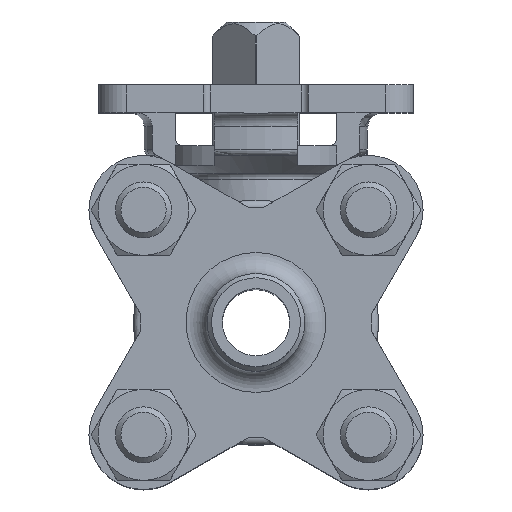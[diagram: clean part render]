
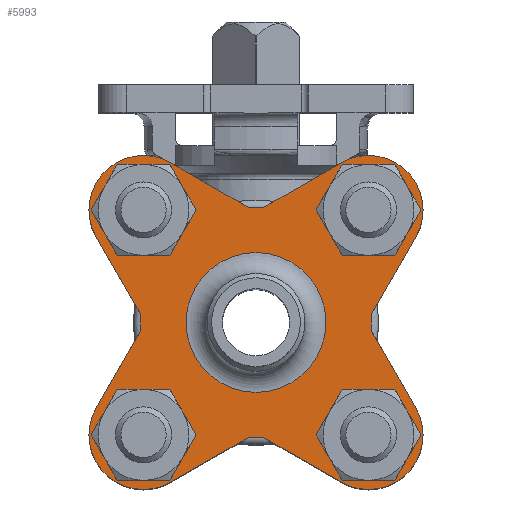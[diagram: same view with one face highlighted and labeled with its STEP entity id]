
A CAD part, top view. The second image highlights one B-rep face of the part: STEP entity #5993.
In plain terms, the highlighted planar face has unit normal (0, 0, 1).
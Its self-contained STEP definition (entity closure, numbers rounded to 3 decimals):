
#190=LINE('',#10332,#457);
#191=LINE('',#10336,#458);
#192=LINE('',#10337,#459);
#193=LINE('',#10341,#460);
#194=LINE('',#10342,#461);
#195=LINE('',#10346,#462);
#196=LINE('',#10347,#463);
#197=LINE('',#10351,#464);
#457=VECTOR('',#7755,1000.);
#458=VECTOR('',#7758,1000.);
#459=VECTOR('',#7759,1000.);
#460=VECTOR('',#7762,1000.);
#461=VECTOR('',#7763,1000.);
#462=VECTOR('',#7766,1000.);
#463=VECTOR('',#7767,1000.);
#464=VECTOR('',#7770,1000.);
#611=PLANE('',#6585);
#921=CIRCLE('',#6434,16.5);
#924=CIRCLE('',#6438,16.5);
#926=CIRCLE('',#6441,16.5);
#1020=CIRCLE('',#6586,6.);
#1021=CIRCLE('',#6587,6.);
#1022=CIRCLE('',#6588,6.);
#1023=CIRCLE('',#6589,6.);
#1024=CIRCLE('',#6590,16.5);
#1025=CIRCLE('',#6591,7.8);
#1026=CIRCLE('',#6592,7.8);
#1027=CIRCLE('',#6593,7.8);
#1028=CIRCLE('',#6594,7.8);
#1029=CIRCLE('',#6595,10.);
#1785=ORIENTED_EDGE('',*,*,#3474,.F.);
#1786=ORIENTED_EDGE('',*,*,#3475,.F.);
#1787=ORIENTED_EDGE('',*,*,#3476,.F.);
#1788=ORIENTED_EDGE('',*,*,#3477,.F.);
#1789=ORIENTED_EDGE('',*,*,#3478,.F.);
#1790=ORIENTED_EDGE('',*,*,#3479,.T.);
#1791=ORIENTED_EDGE('',*,*,#3480,.T.);
#1792=ORIENTED_EDGE('',*,*,#3481,.T.);
#1793=ORIENTED_EDGE('',*,*,#3213,.F.);
#1794=ORIENTED_EDGE('',*,*,#3482,.T.);
#1795=ORIENTED_EDGE('',*,*,#3483,.T.);
#1796=ORIENTED_EDGE('',*,*,#3484,.T.);
#1797=ORIENTED_EDGE('',*,*,#3219,.F.);
#1798=ORIENTED_EDGE('',*,*,#3485,.T.);
#1799=ORIENTED_EDGE('',*,*,#3486,.T.);
#1800=ORIENTED_EDGE('',*,*,#3487,.T.);
#1801=ORIENTED_EDGE('',*,*,#3223,.F.);
#1802=ORIENTED_EDGE('',*,*,#3488,.T.);
#1803=ORIENTED_EDGE('',*,*,#3489,.T.);
#1804=ORIENTED_EDGE('',*,*,#3490,.T.);
#1805=ORIENTED_EDGE('',*,*,#3491,.T.);
#3213=EDGE_CURVE('',#4066,#4068,#921,.T.);
#3219=EDGE_CURVE('',#4073,#4071,#924,.T.);
#3223=EDGE_CURVE('',#4077,#4075,#926,.T.);
#3474=EDGE_CURVE('',#4259,#4259,#1020,.T.);
#3475=EDGE_CURVE('',#4260,#4260,#1021,.T.);
#3476=EDGE_CURVE('',#4261,#4261,#1022,.T.);
#3477=EDGE_CURVE('',#4262,#4262,#1023,.T.);
#3478=EDGE_CURVE('',#4263,#4264,#1024,.T.);
#3479=EDGE_CURVE('',#4263,#4265,#190,.T.);
#3480=EDGE_CURVE('',#4265,#4266,#1025,.T.);
#3481=EDGE_CURVE('',#4266,#4068,#191,.T.);
#3482=EDGE_CURVE('',#4066,#4267,#192,.T.);
#3483=EDGE_CURVE('',#4267,#4268,#1026,.T.);
#3484=EDGE_CURVE('',#4268,#4071,#193,.T.);
#3485=EDGE_CURVE('',#4073,#4269,#194,.T.);
#3486=EDGE_CURVE('',#4269,#4270,#1027,.T.);
#3487=EDGE_CURVE('',#4270,#4075,#195,.T.);
#3488=EDGE_CURVE('',#4077,#4271,#196,.T.);
#3489=EDGE_CURVE('',#4271,#4272,#1028,.T.);
#3490=EDGE_CURVE('',#4272,#4264,#197,.T.);
#3491=EDGE_CURVE('',#4273,#4273,#1029,.T.);
#4066=VERTEX_POINT('',#9538);
#4068=VERTEX_POINT('',#9541);
#4071=VERTEX_POINT('',#9558);
#4073=VERTEX_POINT('',#9567);
#4075=VERTEX_POINT('',#9577);
#4077=VERTEX_POINT('',#9586);
#4259=VERTEX_POINT('',#10322);
#4260=VERTEX_POINT('',#10324);
#4261=VERTEX_POINT('',#10326);
#4262=VERTEX_POINT('',#10328);
#4263=VERTEX_POINT('',#10330);
#4264=VERTEX_POINT('',#10331);
#4265=VERTEX_POINT('',#10333);
#4266=VERTEX_POINT('',#10335);
#4267=VERTEX_POINT('',#10338);
#4268=VERTEX_POINT('',#10340);
#4269=VERTEX_POINT('',#10343);
#4270=VERTEX_POINT('',#10345);
#4271=VERTEX_POINT('',#10348);
#4272=VERTEX_POINT('',#10350);
#4273=VERTEX_POINT('',#10353);
#4914=EDGE_LOOP('',(#1785));
#4915=EDGE_LOOP('',(#1786));
#4916=EDGE_LOOP('',(#1787));
#4917=EDGE_LOOP('',(#1788));
#4918=EDGE_LOOP('',(#1789,#1790,#1791,#1792,#1793,#1794,#1795,#1796,#1797,
#1798,#1799,#1800,#1801,#1802,#1803,#1804));
#4919=EDGE_LOOP('',(#1805));
#5409=FACE_BOUND('',#4914,.T.);
#5410=FACE_BOUND('',#4915,.T.);
#5411=FACE_BOUND('',#4916,.T.);
#5412=FACE_BOUND('',#4917,.T.);
#5413=FACE_BOUND('',#4918,.T.);
#5414=FACE_BOUND('',#4919,.T.);
#5993=ADVANCED_FACE('',(#5409,#5410,#5411,#5412,#5413,#5414),#611,.F.);
#6434=AXIS2_PLACEMENT_3D('',#9540,#7360,#7361);
#6438=AXIS2_PLACEMENT_3D('',#9568,#7368,#7369);
#6441=AXIS2_PLACEMENT_3D('',#9587,#7374,#7375);
#6585=AXIS2_PLACEMENT_3D('',#10320,#7743,#7744);
#6586=AXIS2_PLACEMENT_3D('',#10321,#7745,#7746);
#6587=AXIS2_PLACEMENT_3D('',#10323,#7747,#7748);
#6588=AXIS2_PLACEMENT_3D('',#10325,#7749,#7750);
#6589=AXIS2_PLACEMENT_3D('',#10327,#7751,#7752);
#6590=AXIS2_PLACEMENT_3D('',#10329,#7753,#7754);
#6591=AXIS2_PLACEMENT_3D('',#10334,#7756,#7757);
#6592=AXIS2_PLACEMENT_3D('',#10339,#7760,#7761);
#6593=AXIS2_PLACEMENT_3D('',#10344,#7764,#7765);
#6594=AXIS2_PLACEMENT_3D('',#10349,#7768,#7769);
#6595=AXIS2_PLACEMENT_3D('',#10352,#7771,#7772);
#7360=DIRECTION('',(0.,0.,-1.));
#7361=DIRECTION('',(-1.,0.,0.));
#7368=DIRECTION('',(0.,0.,-1.));
#7369=DIRECTION('',(-1.,0.,0.));
#7374=DIRECTION('',(0.,0.,-1.));
#7375=DIRECTION('',(-1.,0.,0.));
#7743=DIRECTION('',(0.,0.,-1.));
#7744=DIRECTION('',(-1.,0.,0.));
#7745=DIRECTION('',(0.,0.,1.));
#7746=DIRECTION('',(1.,0.,0.));
#7747=DIRECTION('',(0.,0.,1.));
#7748=DIRECTION('',(1.,0.,0.));
#7749=DIRECTION('',(0.,0.,1.));
#7750=DIRECTION('',(1.,0.,0.));
#7751=DIRECTION('',(0.,0.,1.));
#7752=DIRECTION('',(1.,0.,0.));
#7753=DIRECTION('',(0.,0.,-1.));
#7754=DIRECTION('',(-1.,0.,0.));
#7755=DIRECTION('',(-0.866,0.5,0.));
#7756=DIRECTION('',(0.,0.,1.));
#7757=DIRECTION('',(1.,0.,0.));
#7758=DIRECTION('',(0.5,-0.866,0.));
#7759=DIRECTION('',(-0.5,-0.866,0.));
#7760=DIRECTION('',(0.,0.,1.));
#7761=DIRECTION('',(1.,0.,0.));
#7762=DIRECTION('',(0.866,0.5,0.));
#7763=DIRECTION('',(0.866,-0.5,0.));
#7764=DIRECTION('',(0.,0.,1.));
#7765=DIRECTION('',(1.,0.,0.));
#7766=DIRECTION('',(-0.5,0.866,0.));
#7767=DIRECTION('',(0.5,0.866,0.));
#7768=DIRECTION('',(0.,0.,1.));
#7769=DIRECTION('',(1.,0.,0.));
#7770=DIRECTION('',(-0.866,-0.5,0.));
#7771=DIRECTION('',(0.,0.,-1.));
#7772=DIRECTION('',(-1.,0.,0.));
#9538=CARTESIAN_POINT('',(-16.461,-1.135,20.85));
#9540=CARTESIAN_POINT('',(0.,0.,20.85));
#9541=CARTESIAN_POINT('',(-16.461,1.135,20.85));
#9558=CARTESIAN_POINT('',(-1.135,-16.461,20.85));
#9567=CARTESIAN_POINT('',(1.135,-16.461,20.85));
#9568=CARTESIAN_POINT('',(0.,0.,20.85));
#9577=CARTESIAN_POINT('',(16.461,-1.135,20.85));
#9586=CARTESIAN_POINT('',(16.461,1.135,20.85));
#9587=CARTESIAN_POINT('',(0.,0.,20.85));
#10320=CARTESIAN_POINT('',(0.,0.,20.85));
#10321=CARTESIAN_POINT('',(16.087,-16.087,20.85));
#10322=CARTESIAN_POINT('',(22.087,-16.087,20.85));
#10323=CARTESIAN_POINT('',(-16.087,-16.087,20.85));
#10324=CARTESIAN_POINT('',(-10.087,-16.087,20.85));
#10325=CARTESIAN_POINT('',(-16.087,16.087,20.85));
#10326=CARTESIAN_POINT('',(-10.087,16.087,20.85));
#10327=CARTESIAN_POINT('',(16.087,16.087,20.85));
#10328=CARTESIAN_POINT('',(22.087,16.087,20.85));
#10329=CARTESIAN_POINT('',(0.,0.,20.85));
#10330=CARTESIAN_POINT('',(-1.135,16.461,20.85));
#10331=CARTESIAN_POINT('',(1.135,16.461,20.85));
#10332=CARTESIAN_POINT('',(0.,15.806,20.85));
#10333=CARTESIAN_POINT('',(-12.187,22.842,20.85));
#10334=CARTESIAN_POINT('',(-16.087,16.087,20.85));
#10335=CARTESIAN_POINT('',(-22.842,12.187,20.85));
#10336=CARTESIAN_POINT('',(-22.842,12.187,20.85));
#10337=CARTESIAN_POINT('',(-15.806,0.,20.85));
#10338=CARTESIAN_POINT('',(-22.842,-12.187,20.85));
#10339=CARTESIAN_POINT('',(-16.087,-16.087,20.85));
#10340=CARTESIAN_POINT('',(-12.187,-22.842,20.85));
#10341=CARTESIAN_POINT('',(-12.187,-22.842,20.85));
#10342=CARTESIAN_POINT('',(0.,-15.806,20.85));
#10343=CARTESIAN_POINT('',(12.187,-22.842,20.85));
#10344=CARTESIAN_POINT('',(16.087,-16.087,20.85));
#10345=CARTESIAN_POINT('',(22.842,-12.187,20.85));
#10346=CARTESIAN_POINT('',(22.842,-12.187,20.85));
#10347=CARTESIAN_POINT('',(15.806,0.,20.85));
#10348=CARTESIAN_POINT('',(22.842,12.187,20.85));
#10349=CARTESIAN_POINT('',(16.087,16.087,20.85));
#10350=CARTESIAN_POINT('',(12.187,22.842,20.85));
#10351=CARTESIAN_POINT('',(12.187,22.842,20.85));
#10352=CARTESIAN_POINT('',(0.,0.,20.85));
#10353=CARTESIAN_POINT('',(-10.,0.,20.85));
